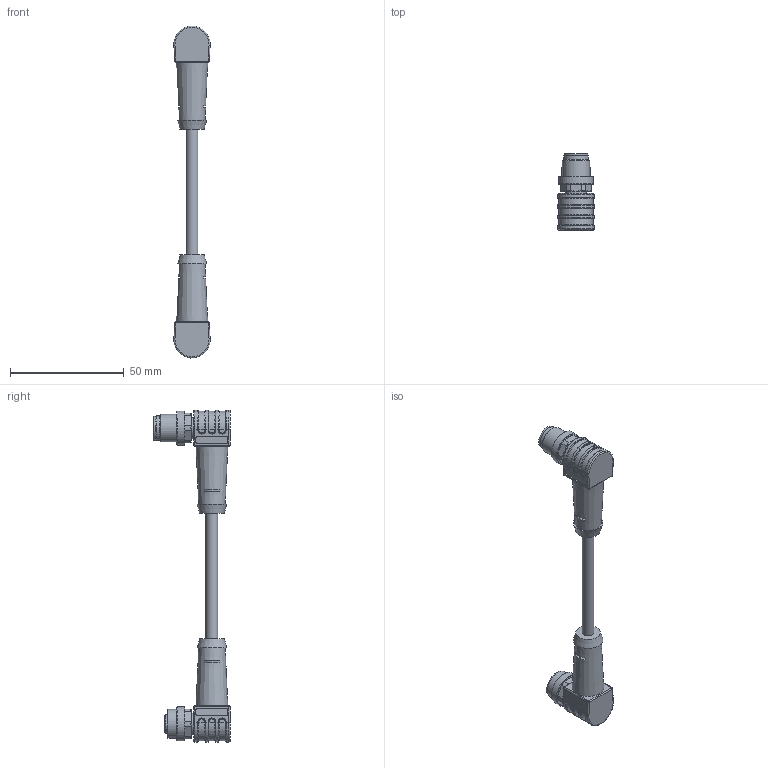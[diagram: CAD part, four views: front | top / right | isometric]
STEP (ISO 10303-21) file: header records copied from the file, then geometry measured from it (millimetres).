
FILE_DESCRIPTION(/* description */ (''),/* implementation_level */ '2;1');
FILE_NAME(/* name */ 'RA-WWAKS4_166-L-RA-WWASS4_166_stp.stp',/* time_stamp */ '2016-09-21T13:24:06+02:00',/* author */ (''),/* organization */ (''),/* preprocessor_version */ 'ST-DEVELOPER v16',/* originating_system */ 'SIEMENS PLM Software NX 10.0',/* authorisation */ '');
FILE_SCHEMA (('AUTOMOTIVE_DESIGN { 1 0 10303 214 3 1 1 1 }'));
Length unit declared in the file: millimetre
Products named in the file (1): RA-WWAKS4.166-L-RA-WWASS4.166_S...
Bounding box: 15.97 x 33.5 x 145.94 mm (x, y, z)
Surface area: 8570.8 mm2 (no closed solid volume)
Topology: 0 solids, 1 shells, 548 faces, 1349 edges, 839 vertices
Faces by surface type: plane 198, cylinder 191, extrusion 50, torus 39, bspline 30, cone 28, sphere 12
Full cylindrical faces by diameter (mm): 1 x4, 1.15 x4, 5.2 x1, 8.3 x1, 9.3 x2, 10.5 x1, 10.8 x1, 10.95 x1, 12 x1, 12.3 x1, 12.8 x1, 15 x2
Entity records: 17110 total; most frequent: CARTESIAN_POINT 4565, DIRECTION 2580, ORIENTED_EDGE 2552, EDGE_CURVE 1276, AXIS2_PLACEMENT_3D 947, VERTEX_POINT 816, VECTOR 686, LINE 636
